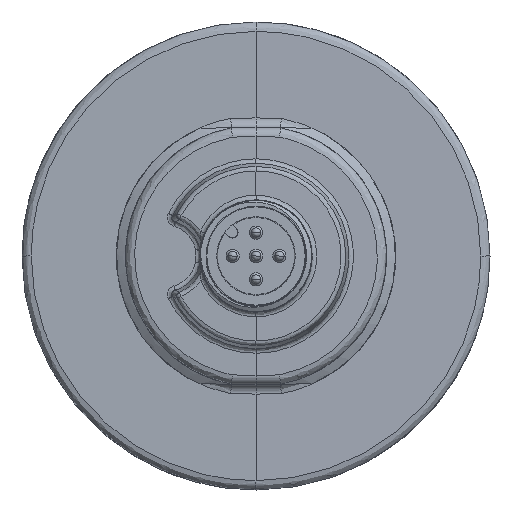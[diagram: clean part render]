
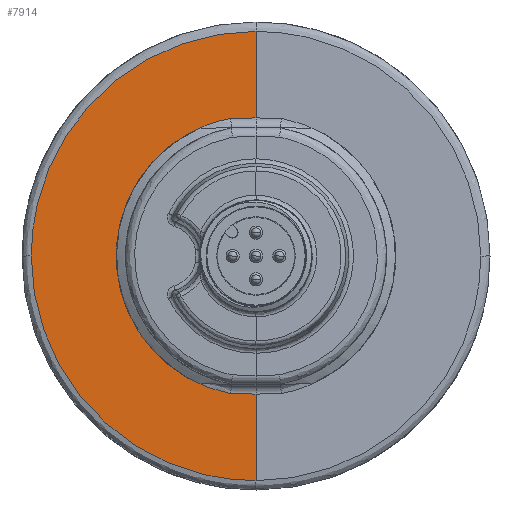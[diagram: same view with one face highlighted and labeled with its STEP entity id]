
A CAD part, front view. The second image highlights one B-rep face of the part: STEP entity #7914.
In plain terms, the highlighted planar face has unit normal (-0.009, -1, 0).
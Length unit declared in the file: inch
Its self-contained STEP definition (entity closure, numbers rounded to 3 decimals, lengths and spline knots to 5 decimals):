
#140=DIRECTION('',(-1.,0.009,-0.017));
#141=VECTOR('',#140,0.10678);
#142=CARTESIAN_POINT('',(0.,0.,0.58071));
#143=LINE('',#142,#141);
#144=DIRECTION('',(1.,-0.009,-0.017));
#145=VECTOR('',#144,0.10678);
#146=CARTESIAN_POINT('',(-0.10676,0.00093,
-0.57885));
#147=LINE('',#146,#145);
#148=CARTESIAN_POINT('',(-0.94523,0.00825,0.));
#149=CARTESIAN_POINT('',(-0.94523,0.00825,
-0.02913));
#150=CARTESIAN_POINT('',(-0.94255,0.00823,
-0.08713));
#151=CARTESIAN_POINT('',(-0.93048,0.00812,
-0.1738));
#152=CARTESIAN_POINT('',(-0.91047,0.00795,
-0.25888));
#153=CARTESIAN_POINT('',(-0.88268,0.0077,
-0.3418));
#154=CARTESIAN_POINT('',(-0.84737,0.00739,
-0.42178));
#155=CARTESIAN_POINT('',(-0.80482,0.00702,
-0.49817));
#156=CARTESIAN_POINT('',(-0.7554,0.00659,
-0.5703));
#157=CARTESIAN_POINT('',(-0.69954,0.0061,
-0.63756));
#158=CARTESIAN_POINT('',(-0.6377,0.00557,
-0.69937));
#159=CARTESIAN_POINT('',(-0.57043,0.00498,
-0.75522));
#160=CARTESIAN_POINT('',(-0.49829,0.00435,
-0.80461));
#161=CARTESIAN_POINT('',(-0.42189,0.00368,
-0.84714));
#162=CARTESIAN_POINT('',(-0.34189,0.00298,
-0.88244));
#163=CARTESIAN_POINT('',(-0.25896,0.00226,
-0.9102));
#164=CARTESIAN_POINT('',(-0.17387,0.00152,
-0.93018));
#165=CARTESIAN_POINT('',(-0.08718,0.00076,
-0.94223));
#166=CARTESIAN_POINT('',(-0.02915,0.00025,
-0.94489));
#167=CARTESIAN_POINT('',(0.,0.,-0.94488));
#169=CARTESIAN_POINT('',(0.,0.,0.94488));
#170=CARTESIAN_POINT('',(-0.02916,0.00025,
0.94489));
#171=CARTESIAN_POINT('',(-0.08721,0.00076,
0.94223));
#172=CARTESIAN_POINT('',(-0.1739,0.00152,
0.93018));
#173=CARTESIAN_POINT('',(-0.259,0.00226,
0.91019));
#174=CARTESIAN_POINT('',(-0.34193,0.00298,
0.88242));
#175=CARTESIAN_POINT('',(-0.42192,0.00368,
0.84712));
#176=CARTESIAN_POINT('',(-0.49832,0.00435,
0.80459));
#177=CARTESIAN_POINT('',(-0.57046,0.00498,
0.75519));
#178=CARTESIAN_POINT('',(-0.63773,0.00557,
0.69934));
#179=CARTESIAN_POINT('',(-0.69957,0.00611,
0.63752));
#180=CARTESIAN_POINT('',(-0.75543,0.00659,
0.57026));
#181=CARTESIAN_POINT('',(-0.80484,0.00702,
0.49812));
#182=CARTESIAN_POINT('',(-0.84739,0.0074,
0.42173));
#183=CARTESIAN_POINT('',(-0.8827,0.0077,
0.34175));
#184=CARTESIAN_POINT('',(-0.91048,0.00795,
0.25883));
#185=CARTESIAN_POINT('',(-0.93049,0.00812,
0.17375));
#186=CARTESIAN_POINT('',(-0.94255,0.00823,
0.08708));
#187=CARTESIAN_POINT('',(-0.94522,0.00825,
0.02911));
#188=CARTESIAN_POINT('',(-0.94523,0.00825,0.));
#266=DIRECTION('',(0.,0.,-1.));
#267=VECTOR('',#266,0.36417);
#268=CARTESIAN_POINT('',(0.,0.,0.94488));
#269=LINE('',#268,#267);
#289=CARTESIAN_POINT('',(0.,0.,0.94488));
#291=CARTESIAN_POINT('',(0.,0.,-0.94488));
#312=DIRECTION('',(0.,0.,-1.));
#313=VECTOR('',#312,0.36417);
#314=CARTESIAN_POINT('',(0.,0.,-0.58071));
#315=LINE('',#314,#313);
#5841=CARTESIAN_POINT('',(-0.10676,0.00093,
-0.57885));
#5842=CARTESIAN_POINT('',(-0.12725,0.00111,
-0.57505));
#5843=CARTESIAN_POINT('',(-0.16766,0.00146,
-0.56534));
#5844=CARTESIAN_POINT('',(-0.227,0.00198,
-0.54422));
#5845=CARTESIAN_POINT('',(-0.28378,0.00248,
-0.51684));
#5846=CARTESIAN_POINT('',(-0.33725,0.00294,
-0.48361));
#5847=CARTESIAN_POINT('',(-0.38686,0.00338,
-0.44489));
#5848=CARTESIAN_POINT('',(-0.43211,0.00377,
-0.40105));
#5849=CARTESIAN_POINT('',(-0.4724,0.00412,
-0.35266));
#5850=CARTESIAN_POINT('',(-0.5073,0.00443,
-0.30025));
#5851=CARTESIAN_POINT('',(-0.53642,0.00468,
-0.24441));
#5852=CARTESIAN_POINT('',(-0.55942,0.00488,
-0.18579));
#5853=CARTESIAN_POINT('',(-0.57604,0.00503,
-0.12505));
#5854=CARTESIAN_POINT('',(-0.58608,0.00511,
-0.06289));
#5855=CARTESIAN_POINT('',(-0.58945,0.00514,
-0.00001));
#5856=CARTESIAN_POINT('',(-0.58609,0.00511,
0.06288));
#5857=CARTESIAN_POINT('',(-0.57604,0.00503,
0.12504));
#5858=CARTESIAN_POINT('',(-0.55942,0.00488,
0.18578));
#5859=CARTESIAN_POINT('',(-0.53642,0.00468,
0.2444));
#5860=CARTESIAN_POINT('',(-0.50731,0.00443,
0.30024));
#5861=CARTESIAN_POINT('',(-0.4724,0.00412,
0.35265));
#5862=CARTESIAN_POINT('',(-0.43211,0.00377,
0.40104));
#5863=CARTESIAN_POINT('',(-0.38687,0.00338,
0.44488));
#5864=CARTESIAN_POINT('',(-0.33726,0.00294,
0.48361));
#5865=CARTESIAN_POINT('',(-0.28379,0.00248,
0.51684));
#5866=CARTESIAN_POINT('',(-0.227,0.00198,
0.54422));
#5867=CARTESIAN_POINT('',(-0.16767,0.00146,
0.56534));
#5868=CARTESIAN_POINT('',(-0.12725,0.00111,
0.57505));
#5869=CARTESIAN_POINT('',(-0.10676,0.00093,
0.57885));
#7445=CARTESIAN_POINT('',(0.,0.,-0.58071));
#7447=VERTEX_POINT('',#7445);
#7450=CARTESIAN_POINT('',(0.,0.,0.58071));
#7452=VERTEX_POINT('',#7450);
#7522=VERTEX_POINT('',#291);
#7527=VERTEX_POINT('',#289);
#7529=VERTEX_POINT('',#148);
#7530=CARTESIAN_POINT('',(-0.10676,0.00093,
0.57885));
#7531=VERTEX_POINT('',#7530);
#7532=CARTESIAN_POINT('',(-0.10676,0.00093,
-0.57885));
#7533=VERTEX_POINT('',#7532);
#7895=CARTESIAN_POINT('',(0.,0.,0.98425));
#7896=DIRECTION('',(-0.009,-1.,0.));
#7897=DIRECTION('',(0.,0.,-1.));
#7898=AXIS2_PLACEMENT_3D('',#7895,#7896,#7897);
#7899=PLANE('',#7898);
#7901=ORIENTED_EDGE('',*,*,#7900,.T.);
#7903=ORIENTED_EDGE('',*,*,#7902,.F.);
#7905=ORIENTED_EDGE('',*,*,#7904,.T.);
#7907=ORIENTED_EDGE('',*,*,#7906,.T.);
#7908=ORIENTED_EDGE('',*,*,#7782,.F.);
#7909=ORIENTED_EDGE('',*,*,#7886,.F.);
#7911=ORIENTED_EDGE('',*,*,#7910,.T.);
#7912=EDGE_LOOP('',(#7901,#7903,#7905,#7907,#7908,#7909,#7911));
#7913=FACE_OUTER_BOUND('',#7912,.F.);
#7914=ADVANCED_FACE('',(#7913),#7899,.T.);
#168=B_SPLINE_CURVE_WITH_KNOTS('',3,(#148,#149,#150,#151,#152,#153,#154,#155,
#156,#157,#158,#159,#160,#161,#162,#163,#164,#165,#166,#167),.UNSPECIFIED.,.F.,
.F.,(4,1,1,1,1,1,1,1,1,1,1,1,1,1,1,1,1,4),(0.,0.05882,
0.11765,0.17647,0.23529,0.29412,
0.35294,0.41176,0.47059,0.52941,
0.58824,0.64706,0.70588,0.76471,
0.82353,0.88235,0.94118,1.),.UNSPECIFIED.);
#189=B_SPLINE_CURVE_WITH_KNOTS('',3,(#169,#170,#171,#172,#173,#174,#175,#176,
#177,#178,#179,#180,#181,#182,#183,#184,#185,#186,#187,#188),.UNSPECIFIED.,.F.,
.F.,(4,1,1,1,1,1,1,1,1,1,1,1,1,1,1,1,1,4),(0.,0.05882,
0.11765,0.17647,0.23529,0.29412,
0.35294,0.41176,0.47059,0.52941,
0.58824,0.64706,0.70588,0.76471,
0.82353,0.88235,0.94118,1.),.UNSPECIFIED.);
#5870=B_SPLINE_CURVE_WITH_KNOTS('',3,(#5841,#5842,#5843,#5844,#5845,#5846,#5847,
#5848,#5849,#5850,#5851,#5852,#5853,#5854,#5855,#5856,#5857,#5858,#5859,#5860,
#5861,#5862,#5863,#5864,#5865,#5866,#5867,#5868,#5869),.UNSPECIFIED.,.F.,.F.,(4,
1,1,1,1,1,1,1,1,1,1,1,1,1,1,1,1,1,1,1,1,1,1,1,1,1,4),(0.,0.03846,
0.07692,0.11538,0.15385,0.19231,
0.23077,0.26923,0.30769,0.34615,
0.38462,0.42308,0.46154,0.5,0.53846,
0.57692,0.61538,0.65385,0.69231,
0.73077,0.76923,0.80769,0.84615,
0.88462,0.92308,0.96154,1.),.UNSPECIFIED.);
#7782=EDGE_CURVE('',#7529,#7522,#168,.T.);
#7886=EDGE_CURVE('',#7527,#7529,#189,.T.);
#7900=EDGE_CURVE('',#7452,#7531,#143,.T.);
#7902=EDGE_CURVE('',#7533,#7531,#5870,.T.);
#7904=EDGE_CURVE('',#7533,#7447,#147,.T.);
#7906=EDGE_CURVE('',#7447,#7522,#315,.T.);
#7910=EDGE_CURVE('',#7527,#7452,#269,.T.);
